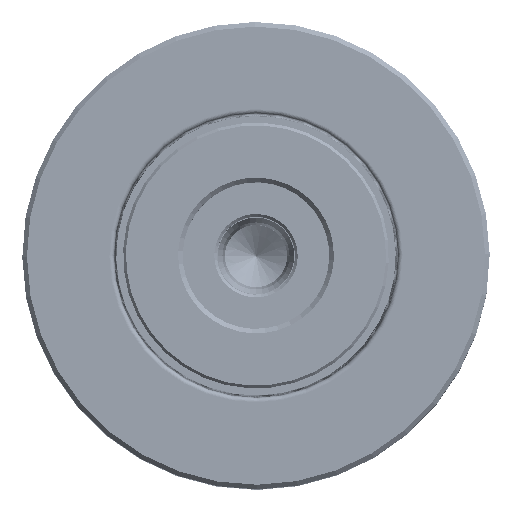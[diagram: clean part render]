
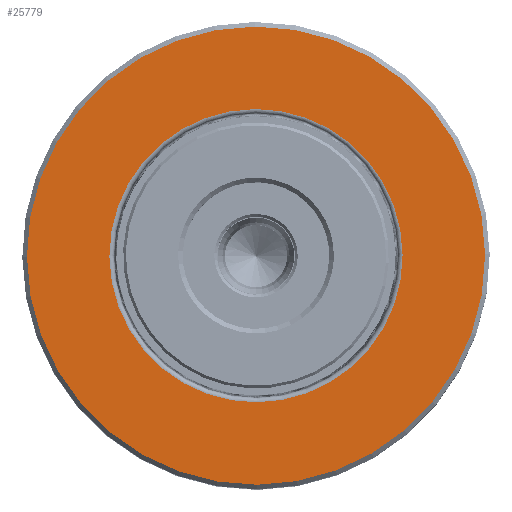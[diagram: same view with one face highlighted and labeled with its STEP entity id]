
A CAD part, top view. The second image highlights one B-rep face of the part: STEP entity #25779.
In plain terms, the highlighted face is planar.
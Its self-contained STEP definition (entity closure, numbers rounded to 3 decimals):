
#972 = FACE_OUTER_BOUND ( 'NONE', #22890, .T. ) ;
#1211 = EDGE_CURVE ( 'NONE', #33954, #30472, #32682, .T. ) ;
#1995 = ORIENTED_EDGE ( 'NONE', *, *, #7040, .F. ) ;
#3404 = DIRECTION ( 'NONE',  ( 0., 0., -1. ) ) ;
#7040 = EDGE_CURVE ( 'NONE', #30512, #17149, #48211, .T. ) ;
#9219 = CARTESIAN_POINT ( 'NONE',  ( 0., 30.687, 0. ) ) ;
#9676 = PLANE ( 'NONE',  #48247 ) ;
#10625 = DIRECTION ( 'NONE',  ( 0., 1., 0. ) ) ;
#12737 = DIRECTION ( 'NONE',  ( 0., -1., 0. ) ) ;
#13372 = AXIS2_PLACEMENT_3D ( 'NONE', #49456, #29864, #49149 ) ;
#14121 = ORIENTED_EDGE ( 'NONE', *, *, #1211, .T. ) ;
#14489 = EDGE_CURVE ( 'NONE', #17149, #30512, #29634, .T. ) ;
#15122 = CARTESIAN_POINT ( 'NONE',  ( 25., 30.687, 0. ) ) ;
#17149 = VERTEX_POINT ( 'NONE', #23496 ) ;
#18955 = EDGE_LOOP ( 'NONE', ( #14121, #46304 ) ) ;
#21587 = DIRECTION ( 'NONE',  ( 0., -1., 0. ) ) ;
#22890 = EDGE_LOOP ( 'NONE', ( #45297, #1995 ) ) ;
#23496 = CARTESIAN_POINT ( 'NONE',  ( 0., 30.687, -25. ) ) ;
#23642 = DIRECTION ( 'NONE',  ( 0., -1., 0. ) ) ;
#24164 = CIRCLE ( 'NONE', #50848, 16. ) ;
#25779 = ADVANCED_FACE ( 'NONE', ( #54592, #972 ), #9676, .T. ) ;
#25980 = CARTESIAN_POINT ( 'NONE',  ( 0., 30.687, 25. ) ) ;
#26079 = DIRECTION ( 'NONE',  ( 0., 0., -1. ) ) ;
#29634 = CIRCLE ( 'NONE', #38882, 25. ) ;
#29864 = DIRECTION ( 'NONE',  ( 0., -1., 0. ) ) ;
#30177 = DIRECTION ( 'NONE',  ( 0., 0., 1. ) ) ;
#30472 = VERTEX_POINT ( 'NONE', #59118 ) ;
#30512 = VERTEX_POINT ( 'NONE', #25980 ) ;
#32682 = CIRCLE ( 'NONE', #49102, 16. ) ;
#33954 = VERTEX_POINT ( 'NONE', #35592 ) ;
#35592 = CARTESIAN_POINT ( 'NONE',  ( 0., 30.687, -16. ) ) ;
#38706 = DIRECTION ( 'NONE',  ( 0., 0., -1. ) ) ;
#38882 = AXIS2_PLACEMENT_3D ( 'NONE', #48558, #12737, #3404 ) ;
#40209 = CARTESIAN_POINT ( 'NONE',  ( 0., 30.687, 0. ) ) ;
#45297 = ORIENTED_EDGE ( 'NONE', *, *, #14489, .F. ) ;
#46304 = ORIENTED_EDGE ( 'NONE', *, *, #50355, .T. ) ;
#48211 = CIRCLE ( 'NONE', #13372, 25. ) ;
#48247 = AXIS2_PLACEMENT_3D ( 'NONE', #15122, #10625, #30177 ) ;
#48558 = CARTESIAN_POINT ( 'NONE',  ( 0., 30.687, 0. ) ) ;
#49102 = AXIS2_PLACEMENT_3D ( 'NONE', #9219, #23642, #38706 ) ;
#49149 = DIRECTION ( 'NONE',  ( 0., 0., -1. ) ) ;
#49456 = CARTESIAN_POINT ( 'NONE',  ( 0., 30.687, 0. ) ) ;
#50355 = EDGE_CURVE ( 'NONE', #30472, #33954, #24164, .T. ) ;
#50848 = AXIS2_PLACEMENT_3D ( 'NONE', #40209, #21587, #26079 ) ;
#54592 = FACE_BOUND ( 'NONE', #18955, .T. ) ;
#59118 = CARTESIAN_POINT ( 'NONE',  ( 0., 30.687, 16. ) ) ;
